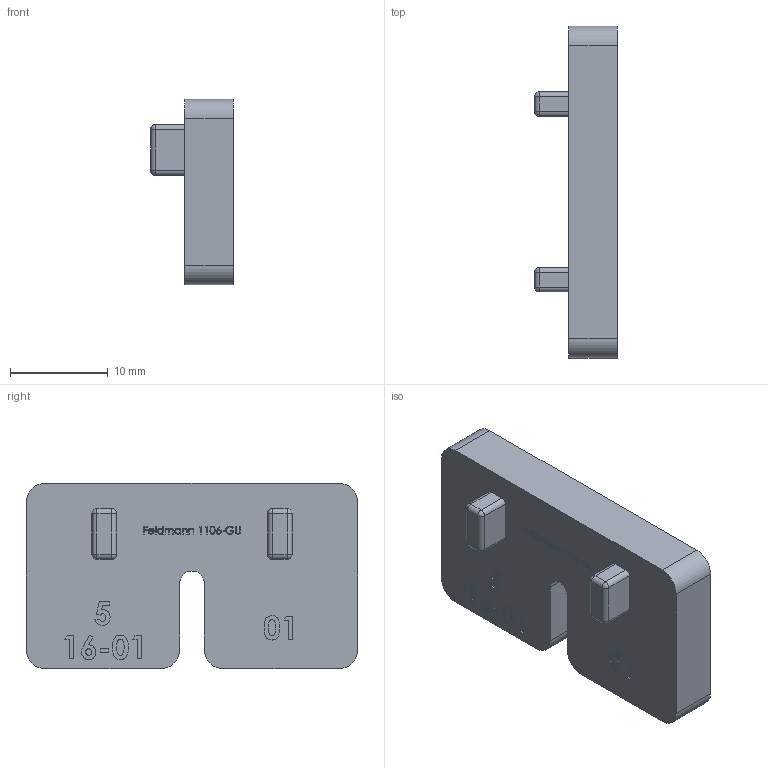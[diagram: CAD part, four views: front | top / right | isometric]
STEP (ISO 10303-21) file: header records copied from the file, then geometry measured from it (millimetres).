
FILE_DESCRIPTION (( 'STEP AP203' ), '1' );
FILE_NAME ('1106-GU.step', '2020-03-30T11:44:41', ( '' ), ( '' ), 'SwSTEP 2.0', 'SolidWorks 2015', '' );
FILE_SCHEMA (( 'CONFIG_CONTROL_DESIGN' ));
Length unit declared in the file: millimetre
Products named in the file (2): 1106-GU
Bounding box: 8.5 x 34 x 19 mm (x, y, z)
Volume: 3168.5 mm3; surface area: 1942.1 mm2
Topology: 1 solids, 1 shells, 367 faces, 968 edges, 632 vertices
Faces by surface type: plane 194, bspline 142, cylinder 23, sphere 8
Entity records: 19063 total; most frequent: CARTESIAN_POINT 10815, ORIENTED_EDGE 1920, DIRECTION 1176, EDGE_CURVE 960, VERTEX_POINT 632, LINE 630, VECTOR 630, EDGE_LOOP 404
